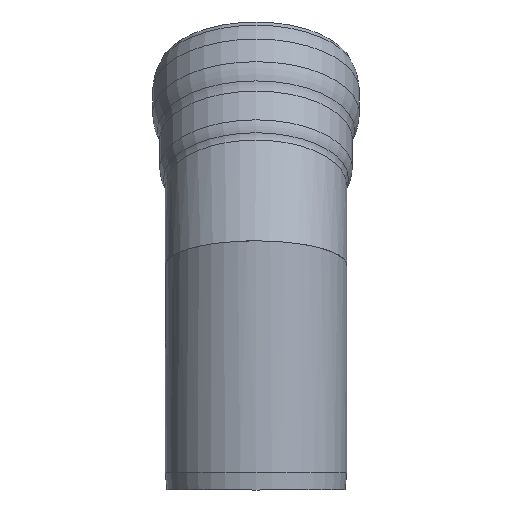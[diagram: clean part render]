
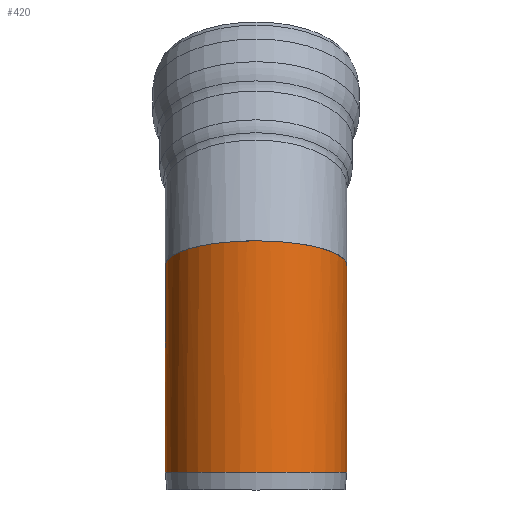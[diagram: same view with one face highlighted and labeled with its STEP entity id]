
A CAD part, left-side view. The second image highlights one B-rep face of the part: STEP entity #420.
In plain terms, the highlighted cylindrical face has radius 508 mm (diameter 1016 mm), a full revolution.
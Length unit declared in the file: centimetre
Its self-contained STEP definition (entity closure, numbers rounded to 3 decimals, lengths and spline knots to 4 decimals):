
#40=ELLIPSE('',#455,52.592,50.8);
#44=CYLINDRICAL_SURFACE('',#454,50.8);
#56=FACE_OUTER_BOUND('',#82,.T.);
#82=EDGE_LOOP('',(#302,#303,#304,#305));
#110=LINE('',#724,#126);
#126=VECTOR('',#543,50.8);
#144=CIRCLE('',#453,50.8);
#189=VERTEX_POINT('',#719);
#190=VERTEX_POINT('',#723);
#231=EDGE_CURVE('',#189,#189,#144,.T.);
#232=EDGE_CURVE('',#189,#190,#110,.T.);
#233=EDGE_CURVE('',#190,#190,#40,.T.);
#302=ORIENTED_EDGE('',*,*,#231,.F.);
#303=ORIENTED_EDGE('',*,*,#232,.T.);
#304=ORIENTED_EDGE('',*,*,#233,.F.);
#305=ORIENTED_EDGE('',*,*,#232,.F.);
#420=ADVANCED_FACE('',(#56),#44,.T.);
#453=AXIS2_PLACEMENT_3D('',#721,#539,#540);
#454=AXIS2_PLACEMENT_3D('',#722,#541,#542);
#455=AXIS2_PLACEMENT_3D('',#725,#544,#545);
#539=DIRECTION('center_axis',(0.,0.,-1.));
#540=DIRECTION('ref_axis',(1.,0.,0.));
#541=DIRECTION('center_axis',(0.,0.,-1.));
#542=DIRECTION('ref_axis',(1.,0.,0.));
#543=DIRECTION('',(0.,0.,1.));
#544=DIRECTION('center_axis',(0.259,0.,0.966));
#545=DIRECTION('ref_axis',(0.966,0.,-0.259));
#719=CARTESIAN_POINT('',(-50.8,0.,10.));
#721=CARTESIAN_POINT('Origin',(0.,0.,
10.));
#722=CARTESIAN_POINT('Origin',(0.,0.,
12.5));
#723=CARTESIAN_POINT('',(-50.8,0.,139.6118));
#724=CARTESIAN_POINT('',(-50.8,0.,12.5));
#725=CARTESIAN_POINT('Origin',(0.,0.,
126.));
